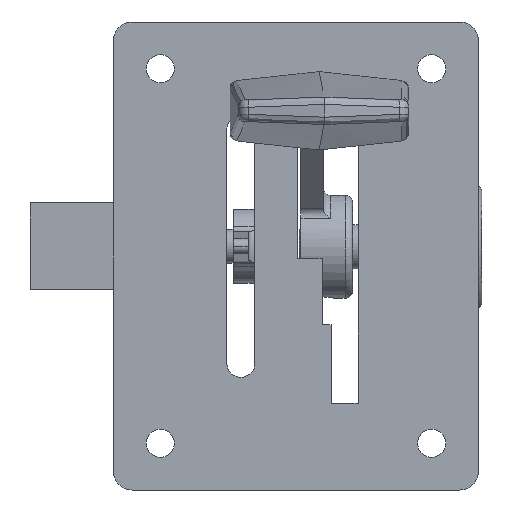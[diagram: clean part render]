
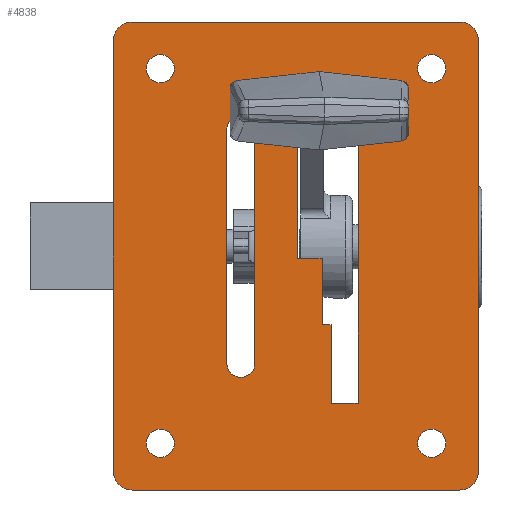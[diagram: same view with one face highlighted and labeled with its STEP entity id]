
A CAD part, front view. The second image highlights one B-rep face of the part: STEP entity #4838.
In plain terms, the highlighted planar face has unit normal (0, -1, 0).
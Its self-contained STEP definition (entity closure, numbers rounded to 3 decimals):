
#235=FACE_BOUND('',#814,.T.);
#236=FACE_BOUND('',#815,.T.);
#237=FACE_BOUND('',#816,.T.);
#238=FACE_BOUND('',#817,.T.);
#239=FACE_BOUND('',#818,.T.);
#240=FACE_BOUND('',#819,.T.);
#288=PLANE('',#5264);
#501=FACE_OUTER_BOUND('',#813,.T.);
#813=EDGE_LOOP('',(#3591,#3592,#3593,#3594,#3595,#3596,#3597,#3598));
#814=EDGE_LOOP('',(#3599,#3600,#3601,#3602,#3603,#3604,#3605,#3606,#3607,
#3608));
#815=EDGE_LOOP('',(#3609));
#816=EDGE_LOOP('',(#3610));
#817=EDGE_LOOP('',(#3611));
#818=EDGE_LOOP('',(#3612));
#819=EDGE_LOOP('',(#3613,#3614,#3615,#3616));
#1097=LINE('',#7051,#1545);
#1103=LINE('',#7062,#1551);
#1125=LINE('',#7127,#1573);
#1129=LINE('',#7133,#1577);
#1149=LINE('',#7229,#1597);
#1150=LINE('',#7232,#1598);
#1152=LINE('',#7236,#1600);
#1154=LINE('',#7240,#1602);
#1156=LINE('',#7244,#1604);
#1158=LINE('',#7247,#1606);
#1161=LINE('',#7256,#1609);
#1164=LINE('',#7263,#1612);
#1170=LINE('',#7284,#1618);
#1173=LINE('',#7292,#1621);
#1176=LINE('',#7300,#1624);
#1179=LINE('',#7308,#1627);
#1545=VECTOR('',#5697,10.);
#1551=VECTOR('',#5705,10.);
#1573=VECTOR('',#5751,10.);
#1577=VECTOR('',#5757,10.);
#1597=VECTOR('',#5835,10.);
#1598=VECTOR('',#5838,10.);
#1600=VECTOR('',#5842,10.);
#1602=VECTOR('',#5846,10.);
#1604=VECTOR('',#5850,10.);
#1606=VECTOR('',#5854,10.);
#1609=VECTOR('',#5863,10.);
#1612=VECTOR('',#5872,10.);
#1618=VECTOR('',#5896,10.);
#1621=VECTOR('',#5905,10.);
#1624=VECTOR('',#5914,10.);
#1627=VECTOR('',#5923,10.);
#2001=CIRCLE('',#5239,1.905);
#2002=CIRCLE('',#5242,1.905);
#2003=CIRCLE('',#5245,1.905);
#2004=CIRCLE('',#5247,1.905);
#2005=CIRCLE('',#5249,1.905);
#2006=CIRCLE('',#5251,1.905);
#2007=CIRCLE('',#5254,2.54);
#2008=CIRCLE('',#5257,2.54);
#2009=CIRCLE('',#5260,2.54);
#2010=CIRCLE('',#5263,2.54);
#2175=VERTEX_POINT('',#7049);
#2176=VERTEX_POINT('',#7050);
#2180=VERTEX_POINT('',#7060);
#2210=VERTEX_POINT('',#7125);
#2211=VERTEX_POINT('',#7126);
#2212=VERTEX_POINT('',#7131);
#2224=VERTEX_POINT('',#7231);
#2225=VERTEX_POINT('',#7235);
#2226=VERTEX_POINT('',#7239);
#2227=VERTEX_POINT('',#7243);
#2228=VERTEX_POINT('',#7249);
#2229=VERTEX_POINT('',#7251);
#2230=VERTEX_POINT('',#7255);
#2231=VERTEX_POINT('',#7259);
#2232=VERTEX_POINT('',#7265);
#2233=VERTEX_POINT('',#7269);
#2234=VERTEX_POINT('',#7273);
#2235=VERTEX_POINT('',#7277);
#2236=VERTEX_POINT('',#7281);
#2237=VERTEX_POINT('',#7283);
#2238=VERTEX_POINT('',#7287);
#2239=VERTEX_POINT('',#7291);
#2240=VERTEX_POINT('',#7295);
#2241=VERTEX_POINT('',#7299);
#2242=VERTEX_POINT('',#7303);
#2243=VERTEX_POINT('',#7307);
#2635=EDGE_CURVE('',#2175,#2176,#1097,.T.);
#2641=EDGE_CURVE('',#2175,#2180,#1103,.T.);
#2673=EDGE_CURVE('',#2210,#2211,#1125,.T.);
#2677=EDGE_CURVE('',#2210,#2212,#1129,.T.);
#2708=EDGE_CURVE('',#2180,#2211,#1149,.T.);
#2709=EDGE_CURVE('',#2224,#2176,#1150,.T.);
#2711=EDGE_CURVE('',#2225,#2224,#1152,.T.);
#2713=EDGE_CURVE('',#2226,#2225,#1154,.T.);
#2715=EDGE_CURVE('',#2227,#2226,#1156,.T.);
#2717=EDGE_CURVE('',#2212,#2227,#1158,.T.);
#2719=EDGE_CURVE('',#2229,#2228,#2001,.T.);
#2721=EDGE_CURVE('',#2230,#2229,#1161,.T.);
#2723=EDGE_CURVE('',#2231,#2230,#2002,.T.);
#2725=EDGE_CURVE('',#2228,#2231,#1164,.T.);
#2726=EDGE_CURVE('',#2232,#2232,#2003,.T.);
#2728=EDGE_CURVE('',#2233,#2233,#2004,.T.);
#2730=EDGE_CURVE('',#2234,#2234,#2005,.T.);
#2732=EDGE_CURVE('',#2235,#2235,#2006,.T.);
#2735=EDGE_CURVE('',#2237,#2236,#1170,.T.);
#2737=EDGE_CURVE('',#2238,#2237,#2007,.T.);
#2739=EDGE_CURVE('',#2239,#2238,#1173,.T.);
#2741=EDGE_CURVE('',#2240,#2239,#2008,.T.);
#2743=EDGE_CURVE('',#2241,#2240,#1176,.T.);
#2745=EDGE_CURVE('',#2242,#2241,#2009,.T.);
#2747=EDGE_CURVE('',#2243,#2242,#1179,.T.);
#2749=EDGE_CURVE('',#2236,#2243,#2010,.T.);
#3591=ORIENTED_EDGE('',*,*,#2749,.T.);
#3592=ORIENTED_EDGE('',*,*,#2747,.T.);
#3593=ORIENTED_EDGE('',*,*,#2745,.T.);
#3594=ORIENTED_EDGE('',*,*,#2743,.T.);
#3595=ORIENTED_EDGE('',*,*,#2741,.T.);
#3596=ORIENTED_EDGE('',*,*,#2739,.T.);
#3597=ORIENTED_EDGE('',*,*,#2737,.T.);
#3598=ORIENTED_EDGE('',*,*,#2735,.T.);
#3599=ORIENTED_EDGE('',*,*,#2635,.F.);
#3600=ORIENTED_EDGE('',*,*,#2641,.T.);
#3601=ORIENTED_EDGE('',*,*,#2708,.T.);
#3602=ORIENTED_EDGE('',*,*,#2673,.F.);
#3603=ORIENTED_EDGE('',*,*,#2677,.T.);
#3604=ORIENTED_EDGE('',*,*,#2717,.T.);
#3605=ORIENTED_EDGE('',*,*,#2715,.T.);
#3606=ORIENTED_EDGE('',*,*,#2713,.T.);
#3607=ORIENTED_EDGE('',*,*,#2711,.T.);
#3608=ORIENTED_EDGE('',*,*,#2709,.T.);
#3609=ORIENTED_EDGE('',*,*,#2732,.T.);
#3610=ORIENTED_EDGE('',*,*,#2730,.T.);
#3611=ORIENTED_EDGE('',*,*,#2728,.T.);
#3612=ORIENTED_EDGE('',*,*,#2726,.T.);
#3613=ORIENTED_EDGE('',*,*,#2725,.T.);
#3614=ORIENTED_EDGE('',*,*,#2723,.T.);
#3615=ORIENTED_EDGE('',*,*,#2721,.T.);
#3616=ORIENTED_EDGE('',*,*,#2719,.T.);
#4838=ADVANCED_FACE('',(#501,#235,#236,#237,#238,#239,#240),#288,.F.);
#5239=AXIS2_PLACEMENT_3D('',#7252,#5858,#5859);
#5242=AXIS2_PLACEMENT_3D('',#7260,#5867,#5868);
#5245=AXIS2_PLACEMENT_3D('',#7266,#5875,#5876);
#5247=AXIS2_PLACEMENT_3D('',#7270,#5880,#5881);
#5249=AXIS2_PLACEMENT_3D('',#7274,#5885,#5886);
#5251=AXIS2_PLACEMENT_3D('',#7278,#5890,#5891);
#5254=AXIS2_PLACEMENT_3D('',#7288,#5900,#5901);
#5257=AXIS2_PLACEMENT_3D('',#7296,#5909,#5910);
#5260=AXIS2_PLACEMENT_3D('',#7304,#5918,#5919);
#5263=AXIS2_PLACEMENT_3D('',#7311,#5927,#5928);
#5264=AXIS2_PLACEMENT_3D('',#7312,#5929,#5930);
#5697=DIRECTION('',(0.169,0.,-0.986));
#5705=DIRECTION('',(-1.,0.,0.));
#5751=DIRECTION('',(0.381,0.,-0.925));
#5757=DIRECTION('',(-1.,0.,0.));
#5835=DIRECTION('',(0.,0.,1.));
#5838=DIRECTION('',(0.,0.,1.));
#5842=DIRECTION('',(-1.,0.,0.));
#5846=DIRECTION('',(0.,0.,-1.));
#5850=DIRECTION('',(1.,0.,0.));
#5854=DIRECTION('',(0.,0.,1.));
#5858=DIRECTION('center_axis',(0.,1.,0.));
#5859=DIRECTION('ref_axis',(-1.,0.,0.));
#5863=DIRECTION('',(0.,0.,1.));
#5867=DIRECTION('center_axis',(0.,1.,0.));
#5868=DIRECTION('ref_axis',(1.,0.,0.));
#5872=DIRECTION('',(0.,0.,-1.));
#5875=DIRECTION('center_axis',(0.,1.,0.));
#5876=DIRECTION('ref_axis',(1.,0.,0.));
#5880=DIRECTION('center_axis',(0.,1.,0.));
#5881=DIRECTION('ref_axis',(1.,0.,0.));
#5885=DIRECTION('center_axis',(0.,1.,0.));
#5886=DIRECTION('ref_axis',(1.,0.,0.));
#5890=DIRECTION('center_axis',(0.,1.,0.));
#5891=DIRECTION('ref_axis',(1.,0.,0.));
#5896=DIRECTION('',(1.,0.,0.));
#5900=DIRECTION('center_axis',(0.,-1.,0.));
#5901=DIRECTION('ref_axis',(0.,0.,-1.));
#5905=DIRECTION('',(0.,0.,-1.));
#5909=DIRECTION('center_axis',(0.,-1.,0.));
#5910=DIRECTION('ref_axis',(-1.,0.,0.));
#5914=DIRECTION('',(-1.,0.,0.));
#5918=DIRECTION('center_axis',(0.,-1.,0.));
#5919=DIRECTION('ref_axis',(0.,0.,1.));
#5923=DIRECTION('',(0.,0.,1.));
#5927=DIRECTION('center_axis',(0.,-1.,0.));
#5928=DIRECTION('ref_axis',(1.,0.,0.));
#5929=DIRECTION('center_axis',(0.,1.,0.));
#5930=DIRECTION('ref_axis',(1.,0.,0.));
#7049=CARTESIAN_POINT('',(4.768,-3.,-9.296));
#7050=CARTESIAN_POINT('',(4.78,-3.,-9.366));
#7051=CARTESIAN_POINT('',(3.929,-3.,-4.401));
#7060=CARTESIAN_POINT('',(3.58,-3.,-9.296));
#7062=CARTESIAN_POINT('',(3.58,-3.,-9.296));
#7125=CARTESIAN_POINT('',(3.545,-3.,-0.406));
#7126=CARTESIAN_POINT('',(3.58,-3.,-0.491));
#7127=CARTESIAN_POINT('',(3.225,-3.,0.37));
#7131=CARTESIAN_POINT('',(0.18,-3.,-0.406));
#7133=CARTESIAN_POINT('',(3.58,-3.,-0.406));
#7229=CARTESIAN_POINT('',(3.58,-3.,-0.406));
#7231=CARTESIAN_POINT('',(4.78,-3.,-19.964));
#7232=CARTESIAN_POINT('',(4.78,-3.,-9.296));
#7235=CARTESIAN_POINT('',(8.435,-3.,-19.964));
#7236=CARTESIAN_POINT('',(8.435,-3.,-19.964));
#7239=CARTESIAN_POINT('',(8.435,-3.,22.454));
#7240=CARTESIAN_POINT('',(8.435,-3.,22.454));
#7243=CARTESIAN_POINT('',(0.18,-3.,22.454));
#7244=CARTESIAN_POINT('',(0.18,-3.,22.454));
#7247=CARTESIAN_POINT('',(0.18,-3.,-0.406));
#7249=CARTESIAN_POINT('',(-5.564,-3.,17.188));
#7251=CARTESIAN_POINT('',(-9.374,-3.,17.188));
#7252=CARTESIAN_POINT('Origin',(-7.469,-3.,17.188));
#7255=CARTESIAN_POINT('',(-9.374,-3.,-14.562));
#7256=CARTESIAN_POINT('',(-9.374,-3.,-14.562));
#7259=CARTESIAN_POINT('',(-5.564,-3.,-14.562));
#7260=CARTESIAN_POINT('Origin',(-7.469,-3.,-14.562));
#7263=CARTESIAN_POINT('',(-5.564,-3.,17.188));
#7265=CARTESIAN_POINT('',(-20.32,-3.,25.4));
#7266=CARTESIAN_POINT('Origin',(-18.415,-3.,25.4));
#7269=CARTESIAN_POINT('',(16.51,-3.,25.4));
#7270=CARTESIAN_POINT('Origin',(18.415,-3.,25.4));
#7273=CARTESIAN_POINT('',(-20.32,-3.,-25.4));
#7274=CARTESIAN_POINT('Origin',(-18.415,-3.,-25.4));
#7277=CARTESIAN_POINT('',(16.51,-3.,-25.4));
#7278=CARTESIAN_POINT('Origin',(18.415,-3.,-25.4));
#7281=CARTESIAN_POINT('',(22.225,-3.,-31.75));
#7283=CARTESIAN_POINT('',(-22.225,-3.,-31.75));
#7284=CARTESIAN_POINT('',(24.765,-3.,-31.75));
#7287=CARTESIAN_POINT('',(-24.765,-3.,-29.21));
#7288=CARTESIAN_POINT('Origin',(-22.225,-3.,-29.21));
#7291=CARTESIAN_POINT('',(-24.765,-3.,29.21));
#7292=CARTESIAN_POINT('',(-24.765,-3.,-31.75));
#7295=CARTESIAN_POINT('',(-22.225,-3.,31.75));
#7296=CARTESIAN_POINT('Origin',(-22.225,-3.,29.21));
#7299=CARTESIAN_POINT('',(22.225,-3.,31.75));
#7300=CARTESIAN_POINT('',(-24.765,-3.,31.75));
#7303=CARTESIAN_POINT('',(24.765,-3.,29.21));
#7304=CARTESIAN_POINT('Origin',(22.225,-3.,29.21));
#7307=CARTESIAN_POINT('',(24.765,-3.,-29.21));
#7308=CARTESIAN_POINT('',(24.765,-3.,31.75));
#7311=CARTESIAN_POINT('Origin',(22.225,-3.,-29.21));
#7312=CARTESIAN_POINT('Origin',(0.,-3.,0.));
